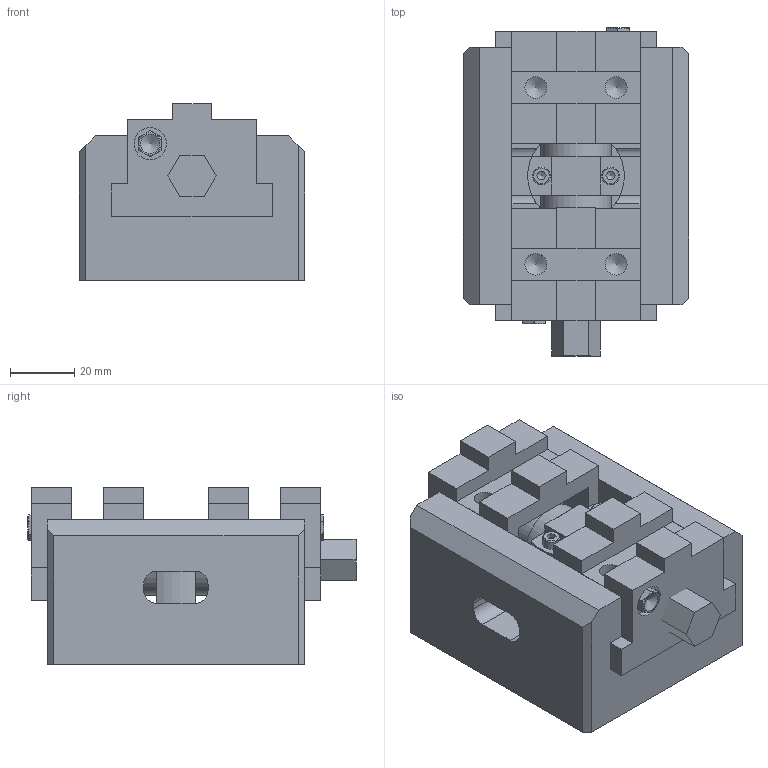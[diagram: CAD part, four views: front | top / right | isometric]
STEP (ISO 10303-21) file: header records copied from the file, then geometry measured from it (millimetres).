
FILE_DESCRIPTION(/* description */ (''),/* implementation_level */ '2;1');
FILE_NAME(/* name */ '200-0080-001_Kunde (verstellbar).stp',/* time_stamp */ '2022-11-16T13:04:06+01:00',/* author */ ('Chiacchiera'),/* organization */ (''),/* preprocessor_version */ 'ST-DEVELOPER v19.2',/* originating_system */ 'Autodesk Inventor 2023',/* authorisation */ '');
FILE_SCHEMA (('AUTOMOTIVE_DESIGN { 1 0 10303 214 3 1 1 }'));
Length unit declared in the file: millimetre
Products named in the file (3): 200-0080-001_Kunde (verstellbar); 200-0080-001_Basis_Kunde (verstellbar); 200-0080-001
Assembly tree (3 placements, depth 2):
  200-0080-001_Kunde (verstellbar)
    200-0080-001_Basis_Kunde (verstellbar)
    200-0080-001  x2
Bounding box: 70 x 102 x 55 mm (x, y, z)
Volume: 244965.5 mm3; surface area: 63074.4 mm2
Topology: 3 solids, 3 shells, 294 faces, 746 edges, 486 vertices
Faces by surface type: plane 194, cylinder 48, cone 44, torus 8
Full cylindrical faces by diameter (mm): 5.5 x2, 6.647 x4, 6.75 x4, 8.5 x6, 10 x8, 10.106 x1, 12 x4, 17 x2, 22 x2, 25 x1, 54 x1, 55 x1
Entity records: 7501 total; most frequent: CARTESIAN_POINT 1421, ORIENTED_EDGE 1190, DIRECTION 1140, EDGE_CURVE 595, VERTEX_POINT 398, AXIS2_PLACEMENT_3D 381, LINE 378, VECTOR 378
